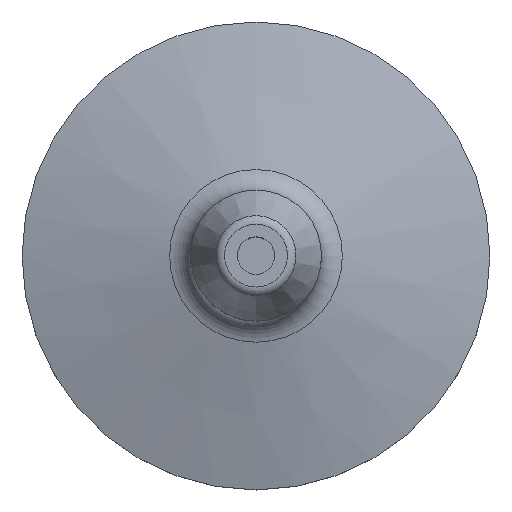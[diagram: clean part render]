
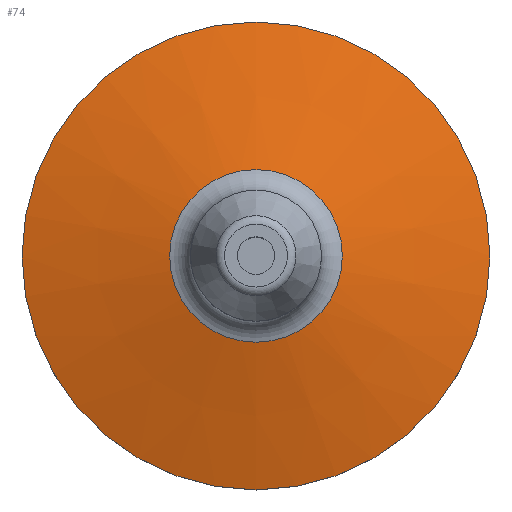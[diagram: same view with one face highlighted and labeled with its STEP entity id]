
A CAD part, top view. The second image highlights one B-rep face of the part: STEP entity #74.
In plain terms, the highlighted conical face has half-angle 75 degrees and reference radius 9.223 mm.
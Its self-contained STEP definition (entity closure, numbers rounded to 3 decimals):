
#55=CONICAL_SURFACE('',#283,9.224,75.);
#74=ADVANCED_FACE('',(#103,#104),#55,.T.);
#103=FACE_BOUND('',#132,.T.);
#104=FACE_BOUND('',#133,.T.);
#132=EDGE_LOOP('',(#172));
#133=EDGE_LOOP('',(#173));
#172=ORIENTED_EDGE('',*,*,#236,.T.);
#173=ORIENTED_EDGE('',*,*,#239,.F.);
#214=VERTEX_POINT('',#468);
#217=VERTEX_POINT('',#476);
#236=EDGE_CURVE('',#214,#214,#256,.T.);
#239=EDGE_CURVE('',#217,#217,#259,.T.);
#256=CIRCLE('',#277,9.224);
#259=CIRCLE('',#282,25.);
#277=AXIS2_PLACEMENT_3D('',#467,#324,#325);
#282=AXIS2_PLACEMENT_3D('',#475,#334,#335);
#283=AXIS2_PLACEMENT_3D('',#477,#336,#337);
#324=DIRECTION('',(0.,0.,-1.));
#325=DIRECTION('',(0.,-1.,0.));
#334=DIRECTION('',(0.,0.,-1.));
#335=DIRECTION('',(0.,-1.,0.));
#336=DIRECTION('',(0.,0.,-1.));
#337=DIRECTION('',(0.,1.,0.));
#467=CARTESIAN_POINT('',(0.,0.,9.227));
#468=CARTESIAN_POINT('',(0.,-9.224,9.227));
#475=CARTESIAN_POINT('',(0.,0.,5.));
#476=CARTESIAN_POINT('',(0.,-25.,5.));
#477=CARTESIAN_POINT('',(0.,0.,9.227));
